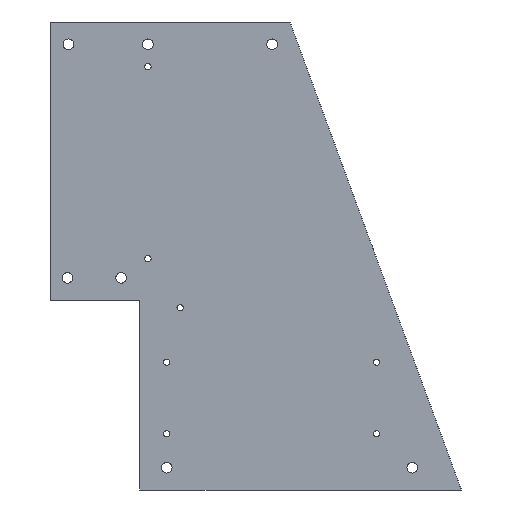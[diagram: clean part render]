
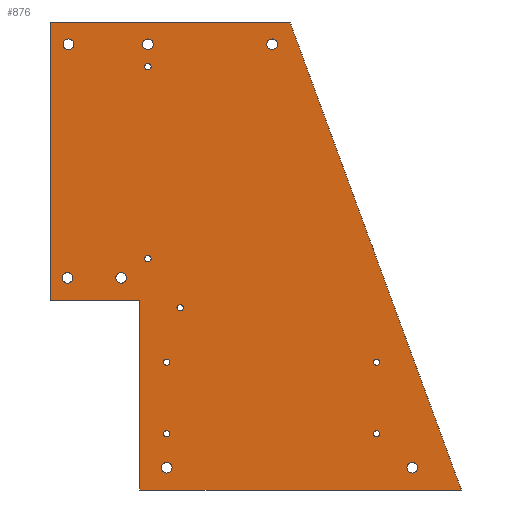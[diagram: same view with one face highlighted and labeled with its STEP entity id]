
A CAD part, left-side view. The second image highlights one B-rep face of the part: STEP entity #876.
In plain terms, the highlighted planar face has unit normal (-1, 0, 0).
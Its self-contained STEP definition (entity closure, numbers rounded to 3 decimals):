
#50=FACE_BOUND('',#200,.T.);
#51=FACE_BOUND('',#201,.T.);
#52=FACE_BOUND('',#202,.T.);
#53=FACE_BOUND('',#203,.T.);
#54=FACE_BOUND('',#204,.T.);
#55=FACE_BOUND('',#205,.T.);
#56=FACE_BOUND('',#206,.T.);
#57=FACE_BOUND('',#207,.T.);
#58=FACE_BOUND('',#208,.T.);
#59=FACE_BOUND('',#209,.T.);
#60=FACE_BOUND('',#210,.T.);
#61=FACE_BOUND('',#211,.T.);
#62=FACE_BOUND('',#212,.T.);
#63=FACE_BOUND('',#213,.T.);
#78=PLANE('',#975);
#121=FACE_OUTER_BOUND('',#199,.T.);
#199=EDGE_LOOP('',(#786,#787,#788,#789,#790,#791));
#200=EDGE_LOOP('',(#792));
#201=EDGE_LOOP('',(#793));
#202=EDGE_LOOP('',(#794));
#203=EDGE_LOOP('',(#795));
#204=EDGE_LOOP('',(#796));
#205=EDGE_LOOP('',(#797));
#206=EDGE_LOOP('',(#798));
#207=EDGE_LOOP('',(#799));
#208=EDGE_LOOP('',(#800));
#209=EDGE_LOOP('',(#801));
#210=EDGE_LOOP('',(#802));
#211=EDGE_LOOP('',(#803));
#212=EDGE_LOOP('',(#804));
#213=EDGE_LOOP('',(#805));
#270=LINE('',#1877,#316);
#274=LINE('',#1885,#320);
#277=LINE('',#1891,#323);
#280=LINE('',#1897,#326);
#283=LINE('',#1903,#329);
#286=LINE('',#1908,#332);
#316=VECTOR('',#1162,10.);
#320=VECTOR('',#1168,10.);
#323=VECTOR('',#1173,10.);
#326=VECTOR('',#1178,10.);
#329=VECTOR('',#1183,10.);
#332=VECTOR('',#1188,10.);
#349=CIRCLE('',#928,3.5);
#351=CIRCLE('',#931,6.);
#353=CIRCLE('',#934,3.5);
#355=CIRCLE('',#937,6.);
#357=CIRCLE('',#940,6.);
#359=CIRCLE('',#943,3.5);
#361=CIRCLE('',#946,6.);
#363=CIRCLE('',#949,6.);
#365=CIRCLE('',#952,6.);
#367=CIRCLE('',#955,3.5);
#369=CIRCLE('',#958,6.);
#371=CIRCLE('',#961,3.5);
#373=CIRCLE('',#964,3.5);
#375=CIRCLE('',#967,3.5);
#419=VERTEX_POINT('',#1793);
#421=VERTEX_POINT('',#1799);
#423=VERTEX_POINT('',#1805);
#425=VERTEX_POINT('',#1811);
#427=VERTEX_POINT('',#1817);
#429=VERTEX_POINT('',#1823);
#431=VERTEX_POINT('',#1829);
#433=VERTEX_POINT('',#1835);
#435=VERTEX_POINT('',#1841);
#437=VERTEX_POINT('',#1847);
#439=VERTEX_POINT('',#1853);
#441=VERTEX_POINT('',#1859);
#443=VERTEX_POINT('',#1865);
#445=VERTEX_POINT('',#1871);
#446=VERTEX_POINT('',#1875);
#447=VERTEX_POINT('',#1876);
#450=VERTEX_POINT('',#1884);
#452=VERTEX_POINT('',#1890);
#454=VERTEX_POINT('',#1896);
#456=VERTEX_POINT('',#1902);
#516=EDGE_CURVE('',#419,#419,#349,.T.);
#519=EDGE_CURVE('',#421,#421,#351,.T.);
#522=EDGE_CURVE('',#423,#423,#353,.T.);
#525=EDGE_CURVE('',#425,#425,#355,.T.);
#528=EDGE_CURVE('',#427,#427,#357,.T.);
#531=EDGE_CURVE('',#429,#429,#359,.T.);
#534=EDGE_CURVE('',#431,#431,#361,.T.);
#537=EDGE_CURVE('',#433,#433,#363,.T.);
#540=EDGE_CURVE('',#435,#435,#365,.T.);
#543=EDGE_CURVE('',#437,#437,#367,.T.);
#546=EDGE_CURVE('',#439,#439,#369,.T.);
#549=EDGE_CURVE('',#441,#441,#371,.T.);
#552=EDGE_CURVE('',#443,#443,#373,.T.);
#555=EDGE_CURVE('',#445,#445,#375,.T.);
#556=EDGE_CURVE('',#446,#447,#270,.T.);
#560=EDGE_CURVE('',#450,#446,#274,.T.);
#563=EDGE_CURVE('',#452,#450,#277,.T.);
#566=EDGE_CURVE('',#454,#452,#280,.T.);
#569=EDGE_CURVE('',#456,#454,#283,.T.);
#572=EDGE_CURVE('',#447,#456,#286,.T.);
#786=ORIENTED_EDGE('',*,*,#572,.F.);
#787=ORIENTED_EDGE('',*,*,#556,.F.);
#788=ORIENTED_EDGE('',*,*,#560,.F.);
#789=ORIENTED_EDGE('',*,*,#563,.F.);
#790=ORIENTED_EDGE('',*,*,#566,.F.);
#791=ORIENTED_EDGE('',*,*,#569,.F.);
#792=ORIENTED_EDGE('',*,*,#555,.F.);
#793=ORIENTED_EDGE('',*,*,#552,.F.);
#794=ORIENTED_EDGE('',*,*,#549,.F.);
#795=ORIENTED_EDGE('',*,*,#546,.F.);
#796=ORIENTED_EDGE('',*,*,#543,.F.);
#797=ORIENTED_EDGE('',*,*,#540,.F.);
#798=ORIENTED_EDGE('',*,*,#537,.F.);
#799=ORIENTED_EDGE('',*,*,#534,.F.);
#800=ORIENTED_EDGE('',*,*,#531,.F.);
#801=ORIENTED_EDGE('',*,*,#528,.F.);
#802=ORIENTED_EDGE('',*,*,#525,.F.);
#803=ORIENTED_EDGE('',*,*,#522,.F.);
#804=ORIENTED_EDGE('',*,*,#519,.F.);
#805=ORIENTED_EDGE('',*,*,#516,.F.);
#876=ADVANCED_FACE('',(#121,#50,#51,#52,#53,#54,#55,#56,#57,#58,#59,#60,
#61,#62,#63),#78,.F.);
#928=AXIS2_PLACEMENT_3D('',#1795,#1067,#1068);
#931=AXIS2_PLACEMENT_3D('',#1801,#1074,#1075);
#934=AXIS2_PLACEMENT_3D('',#1807,#1081,#1082);
#937=AXIS2_PLACEMENT_3D('',#1813,#1088,#1089);
#940=AXIS2_PLACEMENT_3D('',#1819,#1095,#1096);
#943=AXIS2_PLACEMENT_3D('',#1825,#1102,#1103);
#946=AXIS2_PLACEMENT_3D('',#1831,#1109,#1110);
#949=AXIS2_PLACEMENT_3D('',#1837,#1116,#1117);
#952=AXIS2_PLACEMENT_3D('',#1843,#1123,#1124);
#955=AXIS2_PLACEMENT_3D('',#1849,#1130,#1131);
#958=AXIS2_PLACEMENT_3D('',#1855,#1137,#1138);
#961=AXIS2_PLACEMENT_3D('',#1861,#1144,#1145);
#964=AXIS2_PLACEMENT_3D('',#1867,#1151,#1152);
#967=AXIS2_PLACEMENT_3D('',#1873,#1158,#1159);
#975=AXIS2_PLACEMENT_3D('',#1911,#1192,#1193);
#1067=DIRECTION('center_axis',(-1.,0.,0.));
#1068=DIRECTION('ref_axis',(0.,1.,0.));
#1074=DIRECTION('center_axis',(-1.,0.,0.));
#1075=DIRECTION('ref_axis',(0.,1.,0.));
#1081=DIRECTION('center_axis',(-1.,0.,0.));
#1082=DIRECTION('ref_axis',(0.,1.,0.));
#1088=DIRECTION('center_axis',(-1.,0.,0.));
#1089=DIRECTION('ref_axis',(0.,1.,0.));
#1095=DIRECTION('center_axis',(-1.,0.,0.));
#1096=DIRECTION('ref_axis',(0.,1.,0.));
#1102=DIRECTION('center_axis',(-1.,0.,0.));
#1103=DIRECTION('ref_axis',(0.,1.,0.));
#1109=DIRECTION('center_axis',(-1.,0.,0.));
#1110=DIRECTION('ref_axis',(0.,1.,0.));
#1116=DIRECTION('center_axis',(-1.,0.,0.));
#1117=DIRECTION('ref_axis',(0.,1.,0.));
#1123=DIRECTION('center_axis',(-1.,0.,0.));
#1124=DIRECTION('ref_axis',(0.,1.,0.));
#1130=DIRECTION('center_axis',(-1.,0.,0.));
#1131=DIRECTION('ref_axis',(0.,1.,0.));
#1137=DIRECTION('center_axis',(-1.,0.,0.));
#1138=DIRECTION('ref_axis',(0.,1.,0.));
#1144=DIRECTION('center_axis',(-1.,0.,0.));
#1145=DIRECTION('ref_axis',(0.,1.,0.));
#1151=DIRECTION('center_axis',(-1.,0.,0.));
#1152=DIRECTION('ref_axis',(0.,1.,0.));
#1158=DIRECTION('center_axis',(-1.,0.,0.));
#1159=DIRECTION('ref_axis',(0.,1.,0.));
#1162=DIRECTION('',(0.,0.,1.));
#1168=DIRECTION('',(0.,1.,0.));
#1173=DIRECTION('',(0.,-0.344,-0.939));
#1178=DIRECTION('',(0.,-1.,0.));
#1183=DIRECTION('',(0.,0.,1.));
#1188=DIRECTION('',(0.,1.,0.));
#1192=DIRECTION('center_axis',(1.,0.,0.));
#1193=DIRECTION('ref_axis',(0.,1.,0.));
#1793=CARTESIAN_POINT('',(0.,-148.5,204.));
#1795=CARTESIAN_POINT('Origin',(0.,-145.,204.));
#1799=CARTESIAN_POINT('',(0.,-85.,237.5));
#1801=CARTESIAN_POINT('Origin',(0.,-79.,237.5));
#1805=CARTESIAN_POINT('',(0.,-133.5,143.));
#1807=CARTESIAN_POINT('Origin',(0.,-130.,143.));
#1811=CARTESIAN_POINT('',(0.,-254.,499.));
#1813=CARTESIAN_POINT('Origin',(0.,-248.,499.));
#1817=CARTESIAN_POINT('',(0.,-411.,25.));
#1819=CARTESIAN_POINT('Origin',(0.,-405.,25.));
#1823=CARTESIAN_POINT('',(0.,-112.5,259.));
#1825=CARTESIAN_POINT('Origin',(0.,-109.,259.));
#1829=CARTESIAN_POINT('',(0.,-136.,25.));
#1831=CARTESIAN_POINT('Origin',(0.,-130.,25.));
#1835=CARTESIAN_POINT('',(0.,-25.,237.5));
#1837=CARTESIAN_POINT('Origin',(0.,-19.,237.5));
#1841=CARTESIAN_POINT('',(0.,-26.,499.));
#1843=CARTESIAN_POINT('Origin',(0.,-20.,499.));
#1847=CARTESIAN_POINT('',(0.,-368.5,63.));
#1849=CARTESIAN_POINT('Origin',(0.,-365.,63.));
#1853=CARTESIAN_POINT('',(0.,-115.,499.));
#1855=CARTESIAN_POINT('Origin',(0.,-109.,499.));
#1859=CARTESIAN_POINT('',(0.,-133.5,63.));
#1861=CARTESIAN_POINT('Origin',(0.,-130.,63.));
#1865=CARTESIAN_POINT('',(0.,-368.5,143.));
#1867=CARTESIAN_POINT('Origin',(0.,-365.,143.));
#1871=CARTESIAN_POINT('',(0.,-112.5,474.));
#1873=CARTESIAN_POINT('Origin',(0.,-109.,474.));
#1875=CARTESIAN_POINT('',(0.,-100.,0.));
#1876=CARTESIAN_POINT('',(0.,-100.,212.5));
#1877=CARTESIAN_POINT('',(0.,-100.,0.));
#1884=CARTESIAN_POINT('',(0.,-460.,0.));
#1885=CARTESIAN_POINT('',(0.,-460.,0.));
#1890=CARTESIAN_POINT('',(0.,-268.,524.));
#1891=CARTESIAN_POINT('',(0.,-268.,524.));
#1896=CARTESIAN_POINT('',(0.,0.,524.));
#1897=CARTESIAN_POINT('',(0.,0.,524.));
#1902=CARTESIAN_POINT('',(0.,0.,212.5));
#1903=CARTESIAN_POINT('',(0.,0.,212.5));
#1908=CARTESIAN_POINT('',(0.,-100.,212.5));
#1911=CARTESIAN_POINT('Origin',(0.,-230.,262.));
